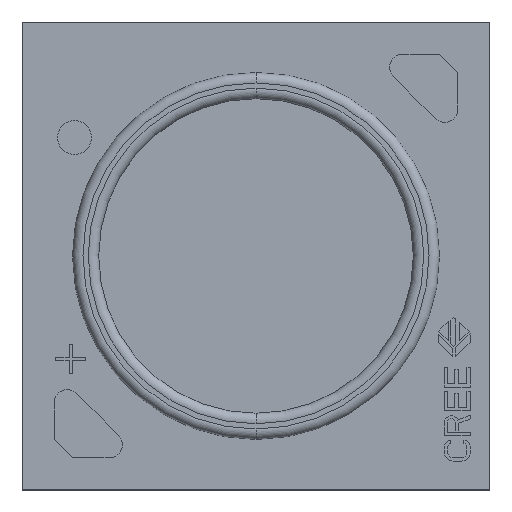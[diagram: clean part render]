
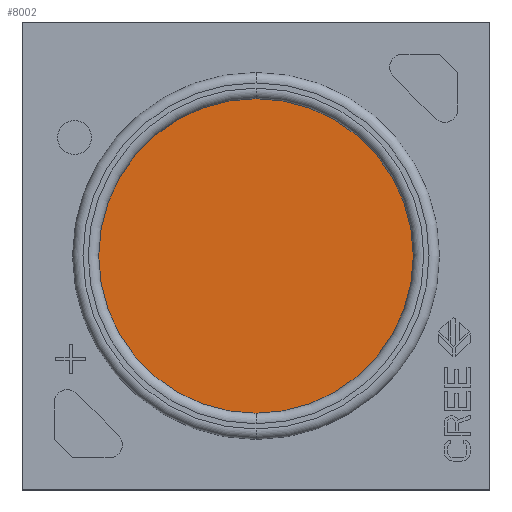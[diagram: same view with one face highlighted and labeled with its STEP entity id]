
A CAD part, top view. The second image highlights one B-rep face of the part: STEP entity #8002.
In plain terms, the highlighted face is planar.
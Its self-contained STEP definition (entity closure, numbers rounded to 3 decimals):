
#7935=CARTESIAN_POINT('',(0.,0.5,0.));
#7936=DIRECTION('',(0.,1.,0.));
#7937=DIRECTION('',(1.,0.,0.));
#7938=AXIS2_PLACEMENT_3D('',#7935,#7936,#7937);
#7940=CARTESIAN_POINT('',(0.,0.5,0.));
#7941=DIRECTION('',(0.,1.,0.));
#7942=DIRECTION('',(-1.,0.,0.));
#7943=AXIS2_PLACEMENT_3D('',#7940,#7941,#7942);
#7949=CARTESIAN_POINT('',(6.,0.5,0.));
#7950=CARTESIAN_POINT('',(-6.,0.5,0.));
#7951=VERTEX_POINT('',#7949);
#7952=VERTEX_POINT('',#7950);
#7993=CARTESIAN_POINT('',(0.,0.5,0.));
#7994=DIRECTION('',(0.,1.,0.));
#7995=DIRECTION('',(1.,0.,0.));
#7996=AXIS2_PLACEMENT_3D('',#7993,#7994,#7995);
#7997=PLANE('',#7996);
#7998=ORIENTED_EDGE('',*,*,#7973,.F.);
#7999=ORIENTED_EDGE('',*,*,#7987,.F.);
#8000=EDGE_LOOP('',(#7998,#7999));
#8001=FACE_OUTER_BOUND('',#8000,.F.);
#8002=ADVANCED_FACE('',(#8001),#7997,.T.);
#7939=CIRCLE('',#7938,6.);
#7944=CIRCLE('',#7943,6.);
#7973=EDGE_CURVE('',#7951,#7952,#7939,.T.);
#7987=EDGE_CURVE('',#7952,#7951,#7944,.T.);
